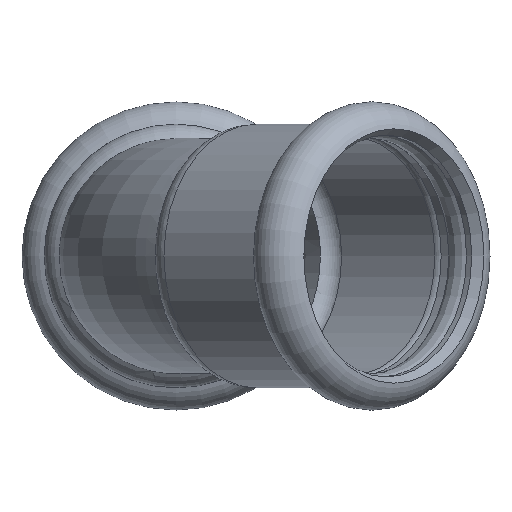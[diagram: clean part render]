
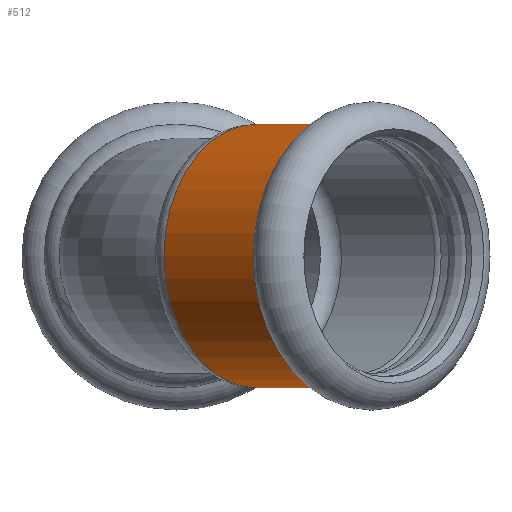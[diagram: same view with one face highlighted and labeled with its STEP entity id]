
A CAD part, left-side view. The second image highlights one B-rep face of the part: STEP entity #512.
In plain terms, the highlighted cylindrical face has radius 15.7 mm (diameter 31.4 mm), a full revolution.
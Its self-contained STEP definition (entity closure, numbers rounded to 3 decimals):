
#35=LINE('',#1019,#45);
#45=VECTOR('',#763,15.7);
#54=CYLINDRICAL_SURFACE('',#604,15.7);
#70=FACE_OUTER_BOUND('',#92,.T.);
#92=EDGE_LOOP('',(#416,#417,#418,#419,#420,#421,#422,#423));
#103=CIRCLE('',#544,15.7);
#104=CIRCLE('',#545,15.7);
#105=CIRCLE('',#546,15.7);
#139=CIRCLE('',#588,15.7);
#141=CIRCLE('',#590,15.7);
#142=CIRCLE('',#591,15.7);
#167=VERTEX_POINT('',#816);
#168=VERTEX_POINT('',#818);
#169=VERTEX_POINT('',#820);
#199=VERTEX_POINT('',#897);
#200=VERTEX_POINT('',#898);
#204=VERTEX_POINT('',#948);
#231=EDGE_CURVE('',#168,#167,#103,.T.);
#232=EDGE_CURVE('',#169,#168,#104,.T.);
#233=EDGE_CURVE('',#167,#169,#105,.T.);
#271=EDGE_CURVE('',#199,#200,#139,.T.);
#276=EDGE_CURVE('',#200,#204,#141,.T.);
#277=EDGE_CURVE('',#204,#199,#142,.T.);
#291=EDGE_CURVE('',#169,#204,#35,.T.);
#416=ORIENTED_EDGE('',*,*,#231,.T.);
#417=ORIENTED_EDGE('',*,*,#233,.T.);
#418=ORIENTED_EDGE('',*,*,#291,.T.);
#419=ORIENTED_EDGE('',*,*,#276,.F.);
#420=ORIENTED_EDGE('',*,*,#271,.F.);
#421=ORIENTED_EDGE('',*,*,#277,.F.);
#422=ORIENTED_EDGE('',*,*,#291,.F.);
#423=ORIENTED_EDGE('',*,*,#232,.T.);
#512=ADVANCED_FACE('',(#70),#54,.T.);
#544=AXIS2_PLACEMENT_3D('',#819,#635,#636);
#545=AXIS2_PLACEMENT_3D('',#821,#637,#638);
#546=AXIS2_PLACEMENT_3D('',#822,#639,#640);
#588=AXIS2_PLACEMENT_3D('',#899,#727,#728);
#590=AXIS2_PLACEMENT_3D('',#949,#731,#732);
#591=AXIS2_PLACEMENT_3D('',#950,#733,#734);
#604=AXIS2_PLACEMENT_3D('',#1018,#761,#762);
#635=DIRECTION('center_axis',(0.707,0.707,0.));
#636=DIRECTION('ref_axis',(-0.707,0.707,0.));
#637=DIRECTION('center_axis',(0.707,0.707,0.));
#638=DIRECTION('ref_axis',(-0.707,0.707,0.));
#639=DIRECTION('center_axis',(0.707,0.707,0.));
#640=DIRECTION('ref_axis',(-0.707,0.707,0.));
#727=DIRECTION('center_axis',(0.707,0.707,0.));
#728=DIRECTION('ref_axis',(-0.707,0.707,0.));
#731=DIRECTION('center_axis',(0.707,0.707,0.));
#732=DIRECTION('ref_axis',(-0.707,0.707,0.));
#733=DIRECTION('center_axis',(0.707,0.707,0.));
#734=DIRECTION('ref_axis',(-0.707,0.707,0.));
#761=DIRECTION('center_axis',(0.707,0.707,0.));
#762=DIRECTION('ref_axis',(-0.707,0.707,0.));
#763=DIRECTION('',(0.707,0.707,0.));
#816=CARTESIAN_POINT('',(-57.434,-20.765,15.7));
#818=CARTESIAN_POINT('',(-68.535,-9.663,0.));
#819=CARTESIAN_POINT('Origin',(-57.434,-20.765,0.));
#820=CARTESIAN_POINT('',(-46.332,-31.866,0.));
#821=CARTESIAN_POINT('Origin',(-57.434,-20.765,0.));
#822=CARTESIAN_POINT('Origin',(-57.434,-20.765,0.));
#897=CARTESIAN_POINT('',(-57.436,1.436,0.));
#898=CARTESIAN_POINT('',(-46.335,-9.665,15.7));
#899=CARTESIAN_POINT('Origin',(-46.335,-9.665,0.));
#948=CARTESIAN_POINT('',(-35.233,-20.767,0.));
#949=CARTESIAN_POINT('Origin',(-46.335,-9.665,0.));
#950=CARTESIAN_POINT('Origin',(-46.335,-9.665,0.));
#1018=CARTESIAN_POINT('Origin',(-51.884,-15.215,0.));
#1019=CARTESIAN_POINT('',(-40.783,-26.317,0.));
